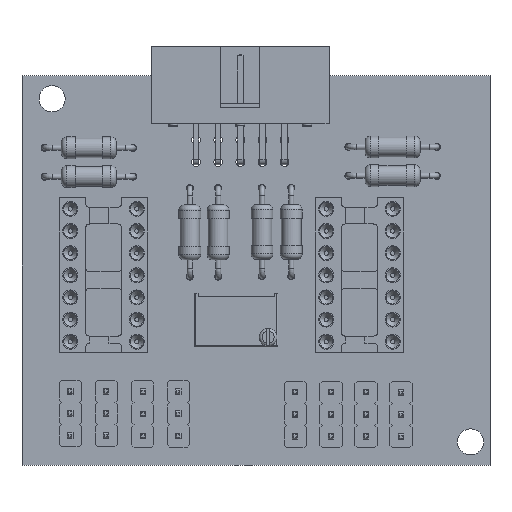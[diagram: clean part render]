
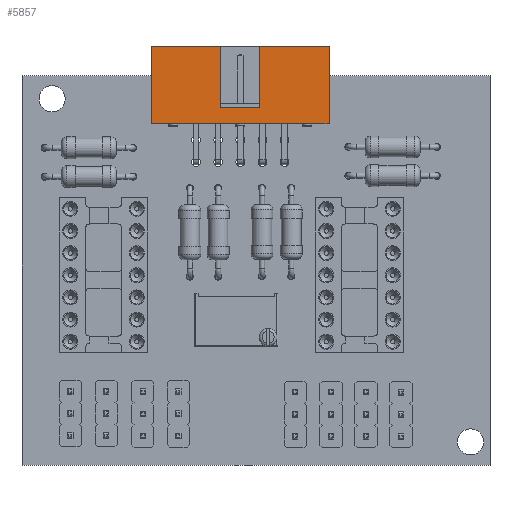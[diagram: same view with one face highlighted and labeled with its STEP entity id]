
A CAD part, top view. The second image highlights one B-rep face of the part: STEP entity #5857.
In plain terms, the highlighted planar face has unit normal (0, 0, 1).
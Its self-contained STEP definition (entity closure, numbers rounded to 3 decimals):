
#5857 = ADVANCED_FACE('',(#5858),#5872,.T.);
#5858 = FACE_BOUND('',#5859,.T.);
#5859 = EDGE_LOOP('',(#5860,#5895,#5923,#5951,#5979,#6007,#6035,#6063));
#5860 = ORIENTED_EDGE('',*,*,#5861,.F.);
#5861 = EDGE_CURVE('',#5862,#5864,#5866,.T.);
#5862 = VERTEX_POINT('',#5863);
#5863 = CARTESIAN_POINT('',(4.38,5.1,9.095));
#5864 = VERTEX_POINT('',#5865);
#5865 = CARTESIAN_POINT('',(13.23,5.1,9.095));
#5866 = SURFACE_CURVE('',#5867,(#5871,#5883),.PCURVE_S1.);
#5867 = LINE('',#5868,#5869);
#5868 = CARTESIAN_POINT('',(4.38,5.1,9.095));
#5869 = VECTOR('',#5870,1.);
#5870 = DIRECTION('',(1.,0.,0.));
#5871 = PCURVE('',#5872,#5877);
#5872 = PLANE('',#5873);
#5873 = AXIS2_PLACEMENT_3D('',#5874,#5875,#5876);
#5874 = CARTESIAN_POINT('',(8.805,-5.08,9.095));
#5875 = DIRECTION('',(0.,-0.,1.));
#5876 = DIRECTION('',(-1.,0.,0.));
#5877 = DEFINITIONAL_REPRESENTATION('',(#5878),#5882);
#5878 = LINE('',#5879,#5880);
#5879 = CARTESIAN_POINT('',(4.425,-10.18));
#5880 = VECTOR('',#5881,1.);
#5881 = DIRECTION('',(-1.,0.));
#5882 = ( GEOMETRIC_REPRESENTATION_CONTEXT(2) 
PARAMETRIC_REPRESENTATION_CONTEXT() REPRESENTATION_CONTEXT('2D SPACE',''
  ) );
#5883 = PCURVE('',#5884,#5889);
#5884 = PLANE('',#5885);
#5885 = AXIS2_PLACEMENT_3D('',#5886,#5887,#5888);
#5886 = CARTESIAN_POINT('',(8.805,5.1,4.67));
#5887 = DIRECTION('',(0.,1.,0.));
#5888 = DIRECTION('',(1.,0.,0.));
#5889 = DEFINITIONAL_REPRESENTATION('',(#5890),#5894);
#5890 = LINE('',#5891,#5892);
#5891 = CARTESIAN_POINT('',(-4.425,-4.425));
#5892 = VECTOR('',#5893,1.);
#5893 = DIRECTION('',(1.,0.));
#5894 = ( GEOMETRIC_REPRESENTATION_CONTEXT(2) 
PARAMETRIC_REPRESENTATION_CONTEXT() REPRESENTATION_CONTEXT('2D SPACE',''
  ) );
#5895 = ORIENTED_EDGE('',*,*,#5896,.T.);
#5896 = EDGE_CURVE('',#5862,#5897,#5899,.T.);
#5897 = VERTEX_POINT('',#5898);
#5898 = CARTESIAN_POINT('',(4.38,-15.26,9.095));
#5899 = SURFACE_CURVE('',#5900,(#5904,#5911),.PCURVE_S1.);
#5900 = LINE('',#5901,#5902);
#5901 = CARTESIAN_POINT('',(4.38,5.1,9.095));
#5902 = VECTOR('',#5903,1.);
#5903 = DIRECTION('',(0.,-1.,0.));
#5904 = PCURVE('',#5872,#5905);
#5905 = DEFINITIONAL_REPRESENTATION('',(#5906),#5910);
#5906 = LINE('',#5907,#5908);
#5907 = CARTESIAN_POINT('',(4.425,-10.18));
#5908 = VECTOR('',#5909,1.);
#5909 = DIRECTION('',(-0.,1.));
#5910 = ( GEOMETRIC_REPRESENTATION_CONTEXT(2) 
PARAMETRIC_REPRESENTATION_CONTEXT() REPRESENTATION_CONTEXT('2D SPACE',''
  ) );
#5911 = PCURVE('',#5912,#5917);
#5912 = PLANE('',#5913);
#5913 = AXIS2_PLACEMENT_3D('',#5914,#5915,#5916);
#5914 = CARTESIAN_POINT('',(4.38,-5.08,4.622));
#5915 = DIRECTION('',(-1.,-0.,0.));
#5916 = DIRECTION('',(0.,0.,1.));
#5917 = DEFINITIONAL_REPRESENTATION('',(#5918),#5922);
#5918 = LINE('',#5919,#5920);
#5919 = CARTESIAN_POINT('',(4.473,10.18));
#5920 = VECTOR('',#5921,1.);
#5921 = DIRECTION('',(0.,-1.));
#5922 = ( GEOMETRIC_REPRESENTATION_CONTEXT(2) 
PARAMETRIC_REPRESENTATION_CONTEXT() REPRESENTATION_CONTEXT('2D SPACE',''
  ) );
#5923 = ORIENTED_EDGE('',*,*,#5924,.T.);
#5924 = EDGE_CURVE('',#5897,#5925,#5927,.T.);
#5925 = VERTEX_POINT('',#5926);
#5926 = CARTESIAN_POINT('',(13.23,-15.26,9.095));
#5927 = SURFACE_CURVE('',#5928,(#5932,#5939),.PCURVE_S1.);
#5928 = LINE('',#5929,#5930);
#5929 = CARTESIAN_POINT('',(6.73,-15.26,9.095));
#5930 = VECTOR('',#5931,1.);
#5931 = DIRECTION('',(1.,0.,0.));
#5932 = PCURVE('',#5872,#5933);
#5933 = DEFINITIONAL_REPRESENTATION('',(#5934),#5938);
#5934 = LINE('',#5935,#5936);
#5935 = CARTESIAN_POINT('',(2.075,10.18));
#5936 = VECTOR('',#5937,1.);
#5937 = DIRECTION('',(-1.,0.));
#5938 = ( GEOMETRIC_REPRESENTATION_CONTEXT(2) 
PARAMETRIC_REPRESENTATION_CONTEXT() REPRESENTATION_CONTEXT('2D SPACE',''
  ) );
#5939 = PCURVE('',#5940,#5945);
#5940 = PLANE('',#5941);
#5941 = AXIS2_PLACEMENT_3D('',#5942,#5943,#5944);
#5942 = CARTESIAN_POINT('',(8.805,-15.26,4.67));
#5943 = DIRECTION('',(0.,-1.,0.));
#5944 = DIRECTION('',(-1.,0.,0.));
#5945 = DEFINITIONAL_REPRESENTATION('',(#5946),#5950);
#5946 = LINE('',#5947,#5948);
#5947 = CARTESIAN_POINT('',(2.075,-4.425));
#5948 = VECTOR('',#5949,1.);
#5949 = DIRECTION('',(-1.,0.));
#5950 = ( GEOMETRIC_REPRESENTATION_CONTEXT(2) 
PARAMETRIC_REPRESENTATION_CONTEXT() REPRESENTATION_CONTEXT('2D SPACE',''
  ) );
#5951 = ORIENTED_EDGE('',*,*,#5952,.F.);
#5952 = EDGE_CURVE('',#5953,#5925,#5955,.T.);
#5953 = VERTEX_POINT('',#5954);
#5954 = CARTESIAN_POINT('',(13.23,-7.33,9.095));
#5955 = SURFACE_CURVE('',#5956,(#5960,#5967),.PCURVE_S1.);
#5956 = LINE('',#5957,#5958);
#5957 = CARTESIAN_POINT('',(13.23,5.1,9.095));
#5958 = VECTOR('',#5959,1.);
#5959 = DIRECTION('',(0.,-1.,0.));
#5960 = PCURVE('',#5872,#5961);
#5961 = DEFINITIONAL_REPRESENTATION('',(#5962),#5966);
#5962 = LINE('',#5963,#5964);
#5963 = CARTESIAN_POINT('',(-4.425,-10.18));
#5964 = VECTOR('',#5965,1.);
#5965 = DIRECTION('',(-0.,1.));
#5966 = ( GEOMETRIC_REPRESENTATION_CONTEXT(2) 
PARAMETRIC_REPRESENTATION_CONTEXT() REPRESENTATION_CONTEXT('2D SPACE',''
  ) );
#5967 = PCURVE('',#5968,#5973);
#5968 = PLANE('',#5969);
#5969 = AXIS2_PLACEMENT_3D('',#5970,#5971,#5972);
#5970 = CARTESIAN_POINT('',(13.23,-5.08,4.67));
#5971 = DIRECTION('',(1.,0.,0.));
#5972 = DIRECTION('',(0.,0.,-1.));
#5973 = DEFINITIONAL_REPRESENTATION('',(#5974),#5978);
#5974 = LINE('',#5975,#5976);
#5975 = CARTESIAN_POINT('',(-4.425,10.18));
#5976 = VECTOR('',#5977,1.);
#5977 = DIRECTION('',(0.,-1.));
#5978 = ( GEOMETRIC_REPRESENTATION_CONTEXT(2) 
PARAMETRIC_REPRESENTATION_CONTEXT() REPRESENTATION_CONTEXT('2D SPACE',''
  ) );
#5979 = ORIENTED_EDGE('',*,*,#5980,.T.);
#5980 = EDGE_CURVE('',#5953,#5981,#5983,.T.);
#5981 = VERTEX_POINT('',#5982);
#5982 = CARTESIAN_POINT('',(6.23,-7.33,9.095));
#5983 = SURFACE_CURVE('',#5984,(#5988,#5995),.PCURVE_S1.);
#5984 = LINE('',#5985,#5986);
#5985 = CARTESIAN_POINT('',(7.518,-7.33,9.095));
#5986 = VECTOR('',#5987,1.);
#5987 = DIRECTION('',(-1.,0.,0.));
#5988 = PCURVE('',#5872,#5989);
#5989 = DEFINITIONAL_REPRESENTATION('',(#5990),#5994);
#5990 = LINE('',#5991,#5992);
#5991 = CARTESIAN_POINT('',(1.288,2.25));
#5992 = VECTOR('',#5993,1.);
#5993 = DIRECTION('',(1.,0.));
#5994 = ( GEOMETRIC_REPRESENTATION_CONTEXT(2) 
PARAMETRIC_REPRESENTATION_CONTEXT() REPRESENTATION_CONTEXT('2D SPACE',''
  ) );
#5995 = PCURVE('',#5996,#6001);
#5996 = PLANE('',#5997);
#5997 = AXIS2_PLACEMENT_3D('',#5998,#5999,#6000);
#5998 = CARTESIAN_POINT('',(6.23,-7.33,11.095));
#5999 = DIRECTION('',(0.,1.,0.));
#6000 = DIRECTION('',(0.,0.,-1.));
#6001 = DEFINITIONAL_REPRESENTATION('',(#6002),#6006);
#6002 = LINE('',#6003,#6004);
#6003 = CARTESIAN_POINT('',(2.,-1.288));
#6004 = VECTOR('',#6005,1.);
#6005 = DIRECTION('',(0.,1.));
#6006 = ( GEOMETRIC_REPRESENTATION_CONTEXT(2) 
PARAMETRIC_REPRESENTATION_CONTEXT() REPRESENTATION_CONTEXT('2D SPACE',''
  ) );
#6007 = ORIENTED_EDGE('',*,*,#6008,.T.);
#6008 = EDGE_CURVE('',#5981,#6009,#6011,.T.);
#6009 = VERTEX_POINT('',#6010);
#6010 = CARTESIAN_POINT('',(6.23,-2.83,9.095));
#6011 = SURFACE_CURVE('',#6012,(#6016,#6023),.PCURVE_S1.);
#6012 = LINE('',#6013,#6014);
#6013 = CARTESIAN_POINT('',(6.23,-5.08,9.095));
#6014 = VECTOR('',#6015,1.);
#6015 = DIRECTION('',(0.,1.,0.));
#6016 = PCURVE('',#5872,#6017);
#6017 = DEFINITIONAL_REPRESENTATION('',(#6018),#6022);
#6018 = LINE('',#6019,#6020);
#6019 = CARTESIAN_POINT('',(2.575,-0.));
#6020 = VECTOR('',#6021,1.);
#6021 = DIRECTION('',(0.,-1.));
#6022 = ( GEOMETRIC_REPRESENTATION_CONTEXT(2) 
PARAMETRIC_REPRESENTATION_CONTEXT() REPRESENTATION_CONTEXT('2D SPACE',''
  ) );
#6023 = PCURVE('',#6024,#6029);
#6024 = PLANE('',#6025);
#6025 = AXIS2_PLACEMENT_3D('',#6026,#6027,#6028);
#6026 = CARTESIAN_POINT('',(6.23,-5.08,9.095));
#6027 = DIRECTION('',(1.,0.,0.));
#6028 = DIRECTION('',(0.,0.,-1.));
#6029 = DEFINITIONAL_REPRESENTATION('',(#6030),#6034);
#6030 = LINE('',#6031,#6032);
#6031 = CARTESIAN_POINT('',(0.,0.));
#6032 = VECTOR('',#6033,1.);
#6033 = DIRECTION('',(0.,1.));
#6034 = ( GEOMETRIC_REPRESENTATION_CONTEXT(2) 
PARAMETRIC_REPRESENTATION_CONTEXT() REPRESENTATION_CONTEXT('2D SPACE',''
  ) );
#6035 = ORIENTED_EDGE('',*,*,#6036,.T.);
#6036 = EDGE_CURVE('',#6009,#6037,#6039,.T.);
#6037 = VERTEX_POINT('',#6038);
#6038 = CARTESIAN_POINT('',(13.23,-2.83,9.095));
#6039 = SURFACE_CURVE('',#6040,(#6044,#6051),.PCURVE_S1.);
#6040 = LINE('',#6041,#6042);
#6041 = CARTESIAN_POINT('',(7.518,-2.83,9.095));
#6042 = VECTOR('',#6043,1.);
#6043 = DIRECTION('',(1.,0.,0.));
#6044 = PCURVE('',#5872,#6045);
#6045 = DEFINITIONAL_REPRESENTATION('',(#6046),#6050);
#6046 = LINE('',#6047,#6048);
#6047 = CARTESIAN_POINT('',(1.288,-2.25));
#6048 = VECTOR('',#6049,1.);
#6049 = DIRECTION('',(-1.,0.));
#6050 = ( GEOMETRIC_REPRESENTATION_CONTEXT(2) 
PARAMETRIC_REPRESENTATION_CONTEXT() REPRESENTATION_CONTEXT('2D SPACE',''
  ) );
#6051 = PCURVE('',#6052,#6057);
#6052 = PLANE('',#6053);
#6053 = AXIS2_PLACEMENT_3D('',#6054,#6055,#6056);
#6054 = CARTESIAN_POINT('',(6.23,-2.83,7.095));
#6055 = DIRECTION('',(0.,-1.,0.));
#6056 = DIRECTION('',(0.,0.,1.));
#6057 = DEFINITIONAL_REPRESENTATION('',(#6058),#6062);
#6058 = LINE('',#6059,#6060);
#6059 = CARTESIAN_POINT('',(2.,-1.288));
#6060 = VECTOR('',#6061,1.);
#6061 = DIRECTION('',(0.,-1.));
#6062 = ( GEOMETRIC_REPRESENTATION_CONTEXT(2) 
PARAMETRIC_REPRESENTATION_CONTEXT() REPRESENTATION_CONTEXT('2D SPACE',''
  ) );
#6063 = ORIENTED_EDGE('',*,*,#6064,.F.);
#6064 = EDGE_CURVE('',#5864,#6037,#6065,.T.);
#6065 = SURFACE_CURVE('',#6066,(#6070,#6077),.PCURVE_S1.);
#6066 = LINE('',#6067,#6068);
#6067 = CARTESIAN_POINT('',(13.23,5.1,9.095));
#6068 = VECTOR('',#6069,1.);
#6069 = DIRECTION('',(0.,-1.,0.));
#6070 = PCURVE('',#5872,#6071);
#6071 = DEFINITIONAL_REPRESENTATION('',(#6072),#6076);
#6072 = LINE('',#6073,#6074);
#6073 = CARTESIAN_POINT('',(-4.425,-10.18));
#6074 = VECTOR('',#6075,1.);
#6075 = DIRECTION('',(-0.,1.));
#6076 = ( GEOMETRIC_REPRESENTATION_CONTEXT(2) 
PARAMETRIC_REPRESENTATION_CONTEXT() REPRESENTATION_CONTEXT('2D SPACE',''
  ) );
#6077 = PCURVE('',#5968,#6078);
#6078 = DEFINITIONAL_REPRESENTATION('',(#6079),#6083);
#6079 = LINE('',#6080,#6081);
#6080 = CARTESIAN_POINT('',(-4.425,10.18));
#6081 = VECTOR('',#6082,1.);
#6082 = DIRECTION('',(0.,-1.));
#6083 = ( GEOMETRIC_REPRESENTATION_CONTEXT(2) 
PARAMETRIC_REPRESENTATION_CONTEXT() REPRESENTATION_CONTEXT('2D SPACE',''
  ) );
